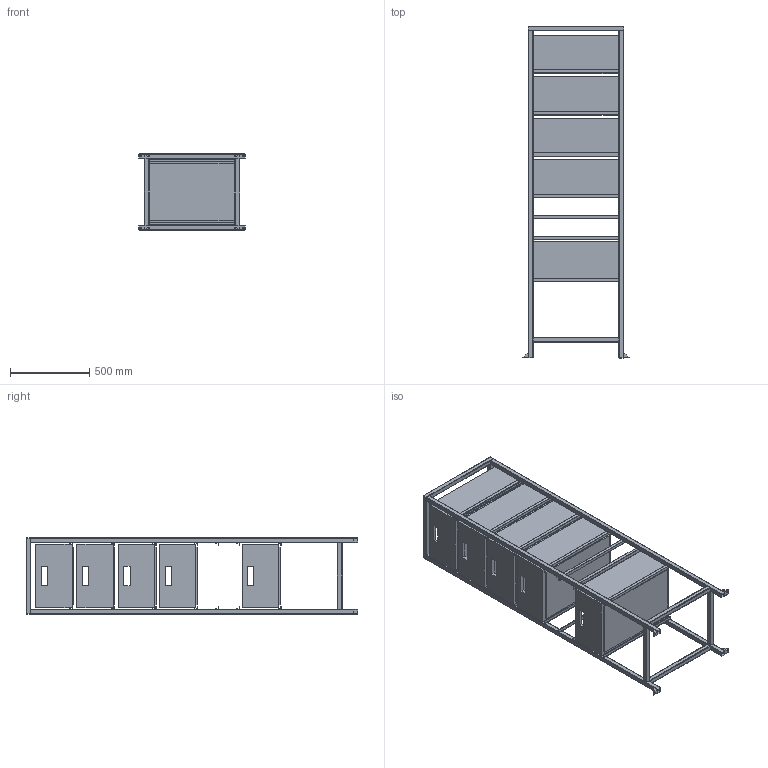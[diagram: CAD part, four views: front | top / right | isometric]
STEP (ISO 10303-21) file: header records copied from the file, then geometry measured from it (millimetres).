
FILE_DESCRIPTION (( 'STEP AP214' ), '1' );
FILE_NAME ('frame cabin boxes.STEP', '2017-09-19T09:10:14', ( '' ), ( '' ), 'SwSTEP 2.0', 'SolidWorks 2016', '' );
FILE_SCHEMA (( 'AUTOMOTIVE_DESIGN' ));
Length unit declared in the file: millimetre
Products named in the file (9): frame cabin boxes; tube 30x30x2mm 2060; tube 30x30x2mm 540; tube 30x30x2mm 520; angle 20x20x3mm 600; crate 600x400x240; tube 30x30x2mm 600; tube 30x30x2 35mm feet; tube 30x30x2mm 580
Assembly tree (35 placements, depth 2):
  frame cabin boxes
    angle 20x20x3mm 600  x14
    tube 30x30x2 35mm feet  x4
    tube 30x30x2mm 2060  x4
    tube 30x30x2mm 520  x2
    tube 30x30x2mm 540  x2
    tube 30x30x2mm 580  x2
    tube 30x30x2mm 600  x2
    crate 600x400x240  x5
Bounding box: 670 x 2090 x 480 mm (x, y, z)
Volume: 68718563.9 mm3; surface area: 10125450.2 mm2
Topology: 35 solids, 35 shells, 553 faces, 1404 edges, 936 vertices
Faces by surface type: plane 417, cylinder 136
Entity records: 5104 total; most frequent: CARTESIAN_POINT 945, DIRECTION 774, ORIENTED_EDGE 768, EDGE_CURVE 384, VECTOR 284, LINE 284, VERTEX_POINT 256, AXIS2_PLACEMENT_3D 245
